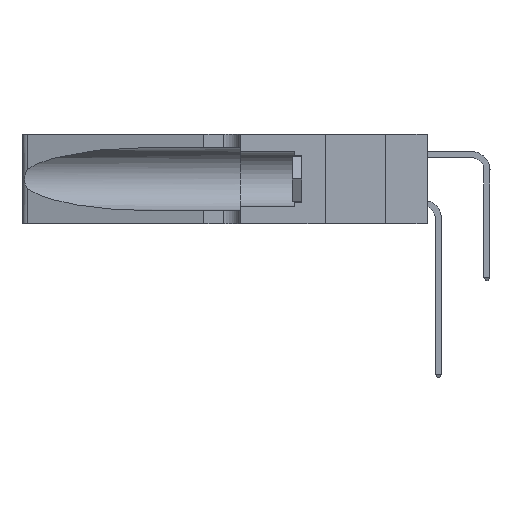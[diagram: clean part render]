
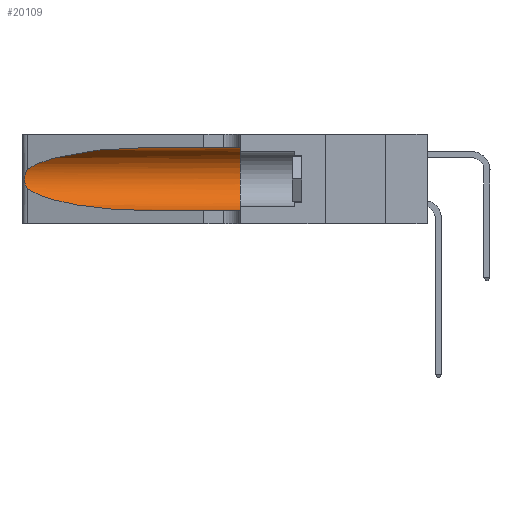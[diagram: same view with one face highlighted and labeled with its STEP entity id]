
A CAD part, left-side view. The second image highlights one B-rep face of the part: STEP entity #20109.
In plain terms, the highlighted cylindrical face has radius 3.308 mm (diameter 6.617 mm), a partial arc.
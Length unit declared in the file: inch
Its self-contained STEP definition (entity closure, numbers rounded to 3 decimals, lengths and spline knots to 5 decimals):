
#876 = CARTESIAN_POINT ( 'NONE',  ( 0.1305, 1.61858, 0.05475 ) ) ;
#935 = CARTESIAN_POINT ( 'NONE',  ( 0.25639, 1.23184, 0.21858 ) ) ;
#1549 = VERTEX_POINT ( 'NONE', #2308 ) ;
#2184 =( BOUNDED_CURVE ( )  B_SPLINE_CURVE ( 3, ( #14377, #2434, #7715, #19368 ),
 .UNSPECIFIED., .F., .T. ) 
 B_SPLINE_CURVE_WITH_KNOTS ( ( 4, 4 ),
 ( 1.5708, 2.84003 ),
 .UNSPECIFIED. ) 
 CURVE ( )  GEOMETRIC_REPRESENTATION_ITEM ( )  RATIONAL_B_SPLINE_CURVE ( ( 1., 0.87, 0.87, 1. ) ) 
 REPRESENTATION_ITEM ( '' )  );
#2308 = CARTESIAN_POINT ( 'NONE',  ( 0.25487, 1.22718, 0.14631 ) ) ;
#2434 = CARTESIAN_POINT ( 'NONE',  ( 0.18966, 0.96281, 0.31525 ) ) ;
#2525 = EDGE_CURVE ( 'NONE', #1549, #4462, #6722, .T. ) ;
#2650 = DIRECTION ( 'NONE',  ( 0., -1., 0. ) ) ;
#2709 = CARTESIAN_POINT ( 'NONE',  ( 0.25854, 1.2359, 0.20912 ) ) ;
#2787 = B_SPLINE_CURVE_WITH_KNOTS ( 'NONE', 3,
 ( #19543, #7884, #935, #12947, #2709, #14628, #4479, #16317, #6234, #17938, #7968, #19613, #9693, #21277 ),
 .UNSPECIFIED., .F., .F.,
 ( 4, 2, 2, 2, 2, 2, 4 ),
 ( 0., 0.00027, 0.00053, 0.00107, 0.0016, 0.00187, 0.00214 ),
 .UNSPECIFIED. ) ;
#4210 = ORIENTED_EDGE ( 'NONE', *, *, #7095, .T. ) ;
#4435 = VERTEX_POINT ( 'NONE', #16732 ) ;
#4444 = EDGE_CURVE ( 'NONE', #5516, #4435, #5710, .T. ) ;
#4462 = VERTEX_POINT ( 'NONE', #8482 ) ;
#4479 = CARTESIAN_POINT ( 'NONE',  ( 0.26075, 1.23896, 0.19203 ) ) ;
#5516 = VERTEX_POINT ( 'NONE', #10671 ) ;
#5580 = CARTESIAN_POINT ( 'NONE',  ( 0.25487, 1.22718, 0.22369 ) ) ;
#5710 = CIRCLE ( 'NONE', #8235, 0.13025 ) ;
#6234 = CARTESIAN_POINT ( 'NONE',  ( 0.26017, 1.23833, 0.17102 ) ) ;
#6722 =( BOUNDED_CURVE ( )  B_SPLINE_CURVE ( 3, ( #8247, #13287, #21636, #11719 ),
 .UNSPECIFIED., .F., .F. ) 
 B_SPLINE_CURVE_WITH_KNOTS ( ( 4, 4 ),
 ( 3.44316, 4.71239 ),
 .UNSPECIFIED. ) 
 CURVE ( )  GEOMETRIC_REPRESENTATION_ITEM ( )  RATIONAL_B_SPLINE_CURVE ( ( 1., 0.87, 0.87, 1. ) ) 
 REPRESENTATION_ITEM ( '' )  );
#7095 = EDGE_CURVE ( 'NONE', #4462, #4435, #10830, .T. ) ;
#7185 = ORIENTED_EDGE ( 'NONE', *, *, #2525, .T. ) ;
#7715 = CARTESIAN_POINT ( 'NONE',  ( 0.2373, 1.15595, 0.28018 ) ) ;
#7732 = LINE ( 'NONE', #19771, #16107 ) ;
#7884 = CARTESIAN_POINT ( 'NONE',  ( 0.25555, 1.22994, 0.2215 ) ) ;
#7954 = CYLINDRICAL_SURFACE ( 'NONE', #13593, 0.13025 ) ;
#7968 = CARTESIAN_POINT ( 'NONE',  ( 0.25789, 1.23486, 0.15765 ) ) ;
#8235 = AXIS2_PLACEMENT_3D ( 'NONE', #20031, #10113, #21715 ) ;
#8247 = CARTESIAN_POINT ( 'NONE',  ( 0.25487, 1.22718, 0.14631 ) ) ;
#8482 = CARTESIAN_POINT ( 'NONE',  ( 0.1305, 0.72297, 0.05475 ) ) ;
#9211 = DIRECTION ( 'NONE',  ( 0., -1., 0. ) ) ;
#9585 = ORIENTED_EDGE ( 'NONE', *, *, #18692, .T. ) ;
#9693 = CARTESIAN_POINT ( 'NONE',  ( 0.25555, 1.22993, 0.14849 ) ) ;
#10113 = DIRECTION ( 'NONE',  ( 0., 1., 0. ) ) ;
#10525 = EDGE_CURVE ( 'NONE', #21775, #5516, #7732, .T. ) ;
#10671 = CARTESIAN_POINT ( 'NONE',  ( 0.1305, 0.35, 0.31525 ) ) ;
#10830 = LINE ( 'NONE', #876, #19099 ) ;
#11162 = ORIENTED_EDGE ( 'NONE', *, *, #16506, .T. ) ;
#11531 = DIRECTION ( 'NONE',  ( 0., -1., 0. ) ) ;
#11719 = CARTESIAN_POINT ( 'NONE',  ( 0.1305, 0.72297, 0.05475 ) ) ;
#12947 = CARTESIAN_POINT ( 'NONE',  ( 0.25787, 1.23484, 0.2124 ) ) ;
#13214 = CARTESIAN_POINT ( 'NONE',  ( 0.1305, 0.72297, 0.31525 ) ) ;
#13287 = CARTESIAN_POINT ( 'NONE',  ( 0.2373, 1.15595, 0.08982 ) ) ;
#13593 = AXIS2_PLACEMENT_3D ( 'NONE', #19142, #9211, #20813 ) ;
#13811 = ORIENTED_EDGE ( 'NONE', *, *, #10525, .F. ) ;
#14377 = CARTESIAN_POINT ( 'NONE',  ( 0.1305, 0.72297, 0.31525 ) ) ;
#14628 = CARTESIAN_POINT ( 'NONE',  ( 0.26018, 1.23835, 0.19895 ) ) ;
#16107 = VECTOR ( 'NONE', #11531, 39.37008 ) ;
#16317 = CARTESIAN_POINT ( 'NONE',  ( 0.26075, 1.23896, 0.178 ) ) ;
#16506 = EDGE_CURVE ( 'NONE', #20044, #1549, #2787, .T. ) ;
#16732 = CARTESIAN_POINT ( 'NONE',  ( 0.1305, 0.35, 0.05475 ) ) ;
#17938 = CARTESIAN_POINT ( 'NONE',  ( 0.25856, 1.23593, 0.16098 ) ) ;
#18692 = EDGE_CURVE ( 'NONE', #21775, #20044, #2184, .T. ) ;
#19099 = VECTOR ( 'NONE', #2650, 39.37008 ) ;
#19142 = CARTESIAN_POINT ( 'NONE',  ( 0.1305, 1.61858, 0.185 ) ) ;
#19368 = CARTESIAN_POINT ( 'NONE',  ( 0.25487, 1.22718, 0.22369 ) ) ;
#19543 = CARTESIAN_POINT ( 'NONE',  ( 0.25487, 1.22718, 0.22369 ) ) ;
#19613 = CARTESIAN_POINT ( 'NONE',  ( 0.25639, 1.23186, 0.15144 ) ) ;
#19728 = ORIENTED_EDGE ( 'NONE', *, *, #4444, .F. ) ;
#19771 = CARTESIAN_POINT ( 'NONE',  ( 0.1305, 1.61858, 0.31525 ) ) ;
#20031 = CARTESIAN_POINT ( 'NONE',  ( 0.1305, 0.35, 0.185 ) ) ;
#20044 = VERTEX_POINT ( 'NONE', #5580 ) ;
#20109 = ADVANCED_FACE ( 'NONE', ( #21238 ), #7954, .F. ) ;
#20813 = DIRECTION ( 'NONE',  ( 0., 0., -1. ) ) ;
#20940 = EDGE_LOOP ( 'NONE', ( #9585, #11162, #7185, #4210, #19728, #13811 ) ) ;
#21238 = FACE_OUTER_BOUND ( 'NONE', #20940, .T. ) ;
#21277 = CARTESIAN_POINT ( 'NONE',  ( 0.25487, 1.22718, 0.14631 ) ) ;
#21636 = CARTESIAN_POINT ( 'NONE',  ( 0.18966, 0.96281, 0.05475 ) ) ;
#21715 = DIRECTION ( 'NONE',  ( 0., 0., 1. ) ) ;
#21775 = VERTEX_POINT ( 'NONE', #13214 ) ;
